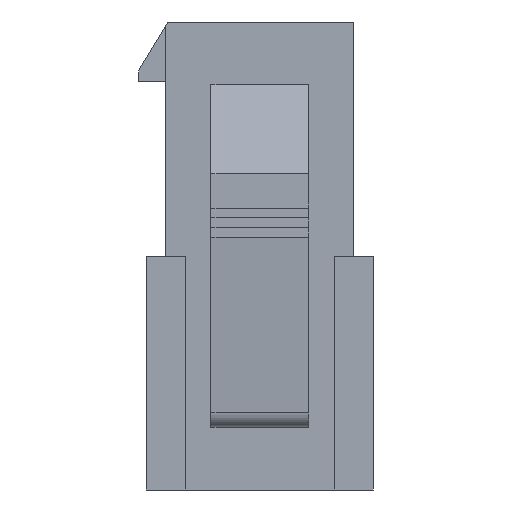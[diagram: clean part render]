
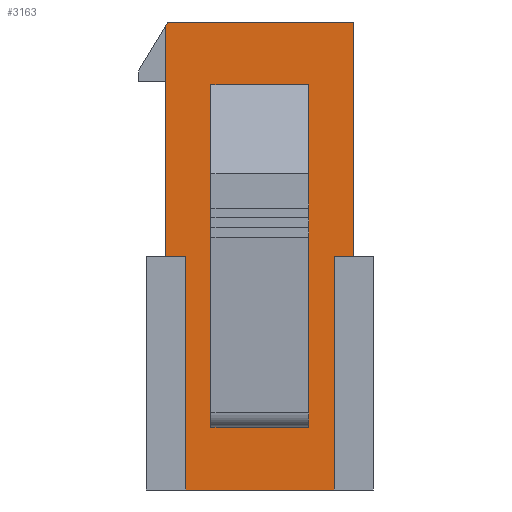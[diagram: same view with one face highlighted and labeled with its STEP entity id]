
A CAD part, left-side view. The second image highlights one B-rep face of the part: STEP entity #3163.
In plain terms, the highlighted planar face has unit normal (-1, 0, 0).
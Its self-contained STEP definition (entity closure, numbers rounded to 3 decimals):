
#187=ORIENTED_EDGE('',*,*,#1110,.F.);
#188=ORIENTED_EDGE('',*,*,#1111,.T.);
#189=ORIENTED_EDGE('',*,*,#1112,.T.);
#190=ORIENTED_EDGE('',*,*,#1113,.F.);
#191=ORIENTED_EDGE('',*,*,#1036,.T.);
#192=ORIENTED_EDGE('',*,*,#1114,.T.);
#193=ORIENTED_EDGE('',*,*,#1051,.T.);
#194=ORIENTED_EDGE('',*,*,#1115,.T.);
#195=ORIENTED_EDGE('',*,*,#1116,.T.);
#196=ORIENTED_EDGE('',*,*,#1011,.T.);
#197=ORIENTED_EDGE('',*,*,#1117,.F.);
#198=ORIENTED_EDGE('',*,*,#1118,.T.);
#199=ORIENTED_EDGE('',*,*,#1099,.T.);
#1011=EDGE_CURVE('',#1477,#1476,#1782,.T.);
#1036=EDGE_CURVE('',#1502,#1501,#1807,.T.);
#1051=EDGE_CURVE('',#1516,#1515,#1822,.T.);
#1099=EDGE_CURVE('',#1562,#1502,#1870,.T.);
#1110=EDGE_CURVE('',#1569,#1570,#1881,.T.);
#1111=EDGE_CURVE('',#1569,#1571,#1882,.T.);
#1112=EDGE_CURVE('',#1571,#1572,#1883,.T.);
#1113=EDGE_CURVE('',#1570,#1572,#1884,.T.);
#1114=EDGE_CURVE('',#1501,#1516,#1885,.F.);
#1115=EDGE_CURVE('',#1515,#1573,#1886,.T.);
#1116=EDGE_CURVE('',#1573,#1477,#1887,.T.);
#1117=EDGE_CURVE('',#1574,#1476,#1888,.T.);
#1118=EDGE_CURVE('',#1574,#1562,#1889,.T.);
#1476=VERTEX_POINT('',#4404);
#1477=VERTEX_POINT('',#4406);
#1501=VERTEX_POINT('',#4455);
#1502=VERTEX_POINT('',#4457);
#1515=VERTEX_POINT('',#4485);
#1516=VERTEX_POINT('',#4487);
#1562=VERTEX_POINT('',#4585);
#1569=VERTEX_POINT('',#4605);
#1570=VERTEX_POINT('',#4606);
#1571=VERTEX_POINT('',#4608);
#1572=VERTEX_POINT('',#4610);
#1573=VERTEX_POINT('',#4614);
#1574=VERTEX_POINT('',#4617);
#1782=LINE('',#4405,#2243);
#1807=LINE('',#4456,#2268);
#1822=LINE('',#4486,#2283);
#1870=LINE('',#4584,#2331);
#1881=LINE('',#4604,#2342);
#1882=LINE('',#4607,#2343);
#1883=LINE('',#4609,#2344);
#1884=LINE('',#4611,#2345);
#1885=LINE('',#4612,#2346);
#1886=LINE('',#4613,#2347);
#1887=LINE('',#4615,#2348);
#1888=LINE('',#4616,#2349);
#1889=LINE('',#4618,#2350);
#2243=VECTOR('',#3559,1000.);
#2268=VECTOR('',#3586,1000.);
#2283=VECTOR('',#3603,1000.);
#2331=VECTOR('',#3659,1000.);
#2342=VECTOR('',#3674,1000.);
#2343=VECTOR('',#3675,1000.);
#2344=VECTOR('',#3676,1000.);
#2345=VECTOR('',#3677,1000.);
#2346=VECTOR('',#3678,1000.);
#2347=VECTOR('',#3679,1000.);
#2348=VECTOR('',#3680,1000.);
#2349=VECTOR('',#3681,1000.);
#2350=VECTOR('',#3682,1000.);
#2669=EDGE_LOOP('',(#187,#188,#189,#190));
#2670=EDGE_LOOP('',(#191,#192,#193,#194,#195,#196,#197,#198,#199));
#2838=FACE_BOUND('',#2669,.T.);
#2839=FACE_BOUND('',#2670,.T.);
#3002=PLANE('',#3341);
#3163=ADVANCED_FACE('',(#2838,#2839),#3002,.T.);
#3341=AXIS2_PLACEMENT_3D('',#4603,#3672,#3673);
#3559=DIRECTION('',(0.,-1.,0.));
#3586=DIRECTION('',(0.,1.,0.));
#3603=DIRECTION('',(0.,0.,-1.));
#3659=DIRECTION('',(0.,0.,1.));
#3672=DIRECTION('',(-1.,0.,0.));
#3673=DIRECTION('',(0.,0.,1.));
#3674=DIRECTION('',(0.,0.,1.));
#3675=DIRECTION('',(0.,1.,0.));
#3676=DIRECTION('',(0.,0.,1.));
#3677=DIRECTION('',(0.,1.,0.));
#3678=DIRECTION('',(0.,-0.514,0.857));
#3679=DIRECTION('',(0.,-1.,0.));
#3680=DIRECTION('',(0.,0.,-1.));
#3681=DIRECTION('',(0.,0.,-1.));
#3682=DIRECTION('',(0.,-1.,0.));
#4404=CARTESIAN_POINT('',(-2.75,-3.8,-11.95));
#4405=CARTESIAN_POINT('',(-2.75,4.8,-11.95));
#4406=CARTESIAN_POINT('',(-2.75,3.8,-11.95));
#4455=CARTESIAN_POINT('',(-2.75,4.7,11.95));
#4456=CARTESIAN_POINT('',(-2.75,-4.8,11.95));
#4457=CARTESIAN_POINT('',(-2.75,-4.8,11.95));
#4485=CARTESIAN_POINT('',(-2.75,4.8,-0.05));
#4486=CARTESIAN_POINT('',(-2.75,4.8,11.95));
#4487=CARTESIAN_POINT('',(-2.75,4.8,11.783));
#4584=CARTESIAN_POINT('',(-2.75,-4.8,-11.95));
#4585=CARTESIAN_POINT('',(-2.75,-4.8,-0.05));
#4603=CARTESIAN_POINT('',(-2.75,0.,0.));
#4604=CARTESIAN_POINT('',(-2.75,-2.5,-8.75));
#4605=CARTESIAN_POINT('',(-2.75,-2.5,-8.75));
#4606=CARTESIAN_POINT('',(-2.75,-2.5,-7.35));
#4607=CARTESIAN_POINT('',(-2.75,-2.5,-8.75));
#4608=CARTESIAN_POINT('',(-2.75,2.5,-8.75));
#4609=CARTESIAN_POINT('',(-2.75,2.5,-8.75));
#4610=CARTESIAN_POINT('',(-2.75,2.5,-7.35));
#4611=CARTESIAN_POINT('',(-2.75,-2.5,-7.35));
#4612=CARTESIAN_POINT('',(-2.75,8.728,5.237));
#4613=CARTESIAN_POINT('',(-2.75,4.8,-0.05));
#4614=CARTESIAN_POINT('',(-2.75,3.8,-0.05));
#4615=CARTESIAN_POINT('',(-2.75,3.8,-0.05));
#4616=CARTESIAN_POINT('',(-2.75,-3.8,-0.05));
#4617=CARTESIAN_POINT('',(-2.75,-3.8,-0.05));
#4618=CARTESIAN_POINT('',(-2.75,-3.8,-0.05));
